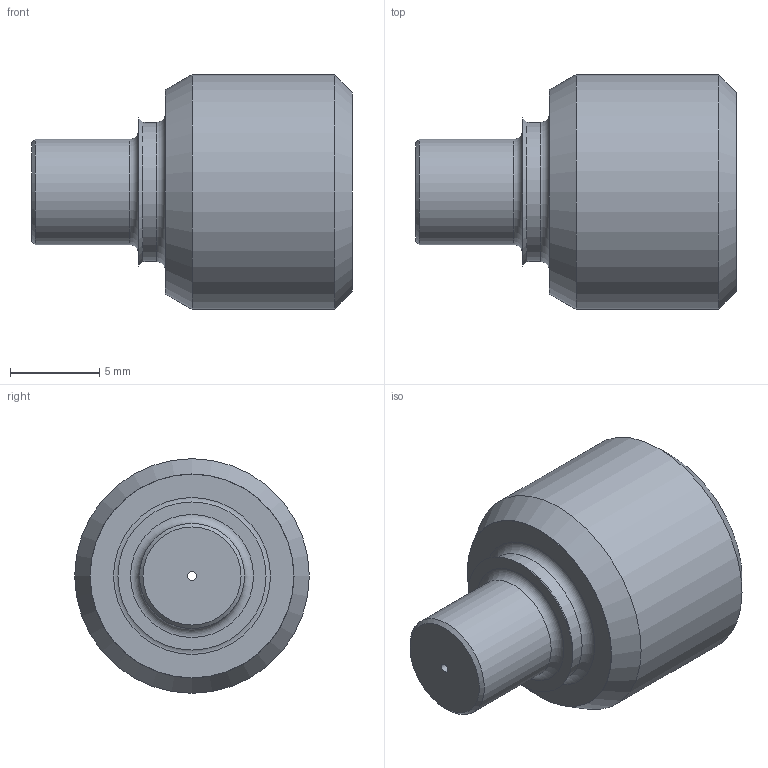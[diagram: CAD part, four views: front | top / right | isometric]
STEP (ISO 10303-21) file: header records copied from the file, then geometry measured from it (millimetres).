
FILE_DESCRIPTION(/* description */ ('Alibre Inc.'),/* implementation_level */ '2;1');
FILE_NAME(/* name */ 'export-5E79C94C-D083-4DD1-BBA8-272E0D4A8B3A',/* time_stamp */ '2022-06-14T14:35:13+02:00',/* author */ (''),/* organization */ (''),/* preprocessor_version */ 'ST-DEVELOPER v17',/* originating_system */ 'Alibre',/* authorisation */ '');
FILE_SCHEMA (('AUTOMOTIVE_DESIGN'));
Length unit declared in the file: millimetre
Products named in the file (1): _9210005
Bounding box: 18 x 13.16 x 13.16 mm (x, y, z)
Volume: 889.6 mm3; surface area: 1185.8 mm2
Topology: 1 solids, 1 shells, 42 faces, 103 edges, 66 vertices
Faces by surface type: plane 23, cone 9, cylinder 8, torus 2
Full cylindrical faces by diameter (mm): 0.5 x1, 4.1 x1, 5.9 x1, 7.8 x1, 8.566 x1, 10 x2, 13.158 x1
Entity records: 1278 total; most frequent: CARTESIAN_POINT 235, ORIENTED_EDGE 206, DIRECTION 194, EDGE_CURVE 103, AXIS2_PLACEMENT_3D 86, VERTEX_POINT 66, VECTOR 47, LINE 47
